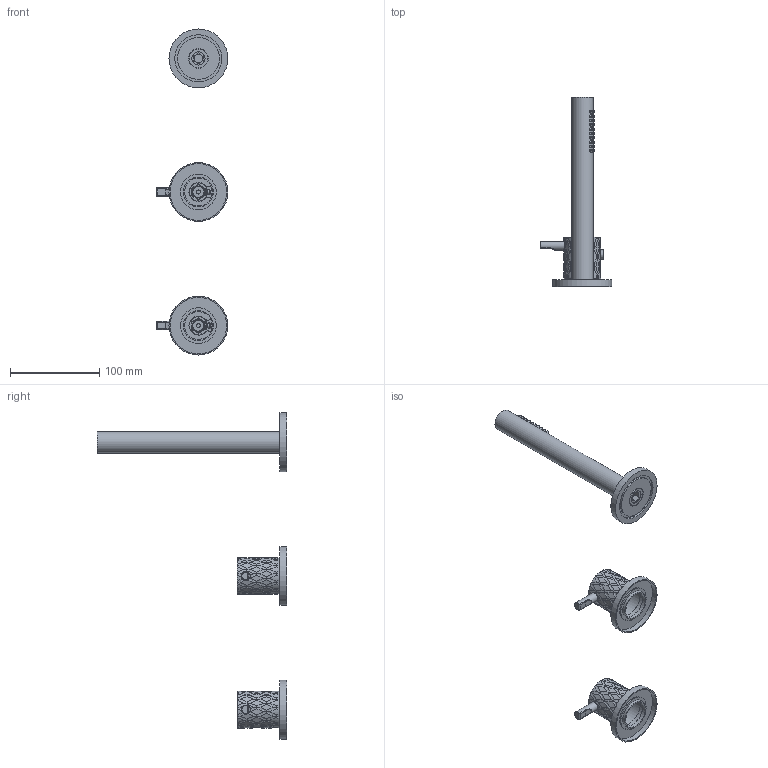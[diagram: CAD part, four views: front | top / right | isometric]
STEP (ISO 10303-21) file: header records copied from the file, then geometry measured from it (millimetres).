
FILE_DESCRIPTION (( 'STEP AP203' ), '1' );
FILE_NAME ('59CP12320.STEP', '2025-10-07T09:43:10', ( '' ), ( '' ), 'SwSTEP 2.0', 'SolidWorks 2021', '' );
FILE_SCHEMA (( 'CONFIG_CONTROL_DESIGN' ));
Length unit declared in the file: millimetre
Products named in the file (1): 59CP12320
Bounding box: 80.35 x 212.5 x 366 mm (x, y, z)
Volume: 167021.9 mm3; surface area: 94385.8 mm2
Topology: 14 solids, 14 shells, 953 faces, 2370 edges, 1536 vertices
Faces by surface type: bspline 332, cylinder 296, plane 185, cone 128, torus 8, sphere 4
Full cylindrical faces by diameter (mm): 3.1 x4, 3.3 x2, 4.15 x2, 4.5 x2, 4.65 x2, 4.8 x2, 5 x2, 6 x2, 9.8 x3, 10.1 x4, 10.2 x2, 12.5 x2, 15 x1, 18 x1, 20.8 x1, 24 x1, 25.6 x2, 28.6 x2, 31 x2, 31.2 x2, 31.6 x2, 33.6 x2, 36 x2, 37.343 x2, 37.8 x2, 37.9 x2, 38 x4, 40 x2, 40.85 x2, 47 x1
Entity records: 61049 total; most frequent: CARTESIAN_POINT 43720, ORIENTED_EDGE 4086, DIRECTION 2076, EDGE_CURVE 2043, B_SPLINE_CURVE_WITH_KNOTS 1482, VERTEX_POINT 1411, EDGE_LOOP 1284, FACE_OUTER_BOUND 1027
